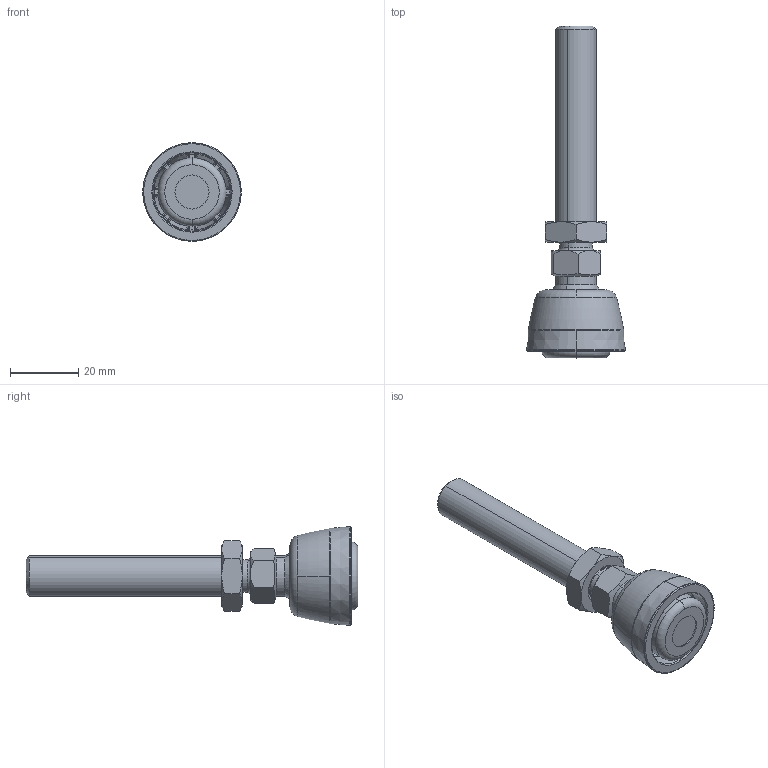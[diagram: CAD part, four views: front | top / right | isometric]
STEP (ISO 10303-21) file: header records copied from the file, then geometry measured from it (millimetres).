
FILE_DESCRIPTION (( 'STEP AP203' ), '1' );
FILE_NAME ('A60.00.30.04 Nylon swivel feet 30 - M12 x 66.STEP', '2018-09-28T13:08:08', ( '' ), ( '' ), 'SwSTEP 2.0', 'SolidWorks 2015', '' );
FILE_SCHEMA (( 'CONFIG_CONTROL_DESIGN' ));
Length unit declared in the file: inch
Products named in the file (2): A60.00.30.04 Nylon swivel feet 30 - M12 x 66
Bounding box: 29 x 97.5 x 29 mm (x, y, z)
Volume: 19496.6 mm3; surface area: 9494.6 mm2
Topology: 4 solids, 4 shells, 481 faces, 1144 edges, 666 vertices
Faces by surface type: bspline 231, torus 68, plane 61, cone 61, cylinder 44, sphere 16
Entity records: 21345 total; most frequent: CARTESIAN_POINT 12027, ORIENTED_EDGE 2252, DIRECTION 1483, EDGE_CURVE 1126, AXIS2_PLACEMENT_3D 681, VERTEX_POINT 662, B_SPLINE_CURVE_WITH_KNOTS 565, EDGE_LOOP 492
